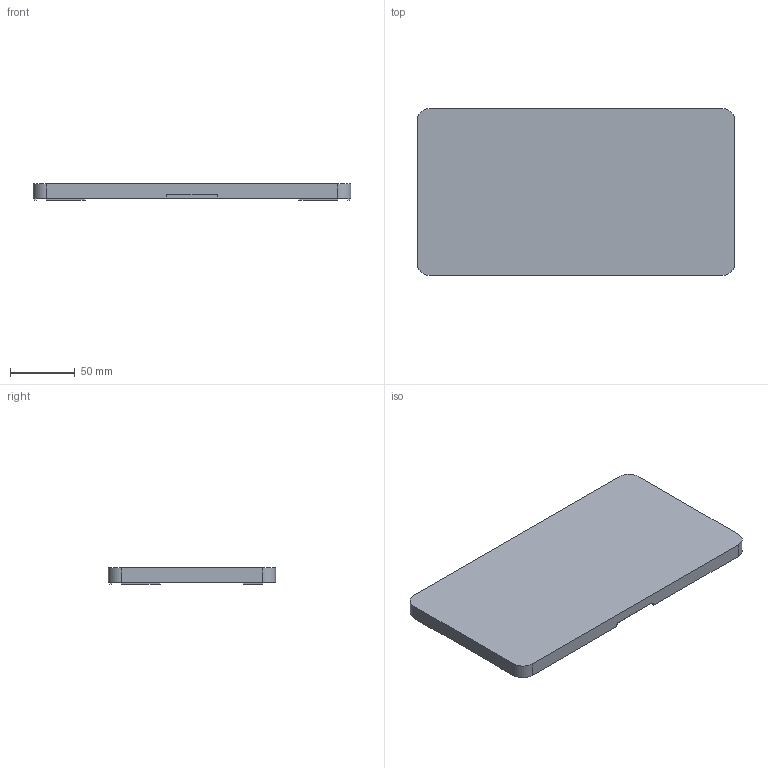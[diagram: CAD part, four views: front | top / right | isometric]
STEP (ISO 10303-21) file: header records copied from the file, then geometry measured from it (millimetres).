
FILE_DESCRIPTION(('FreeCAD Model'),'2;1');
FILE_NAME('Open CASCADE Shape Model','2025-06-28T14:09:23',(''),(''), 'Open CASCADE STEP processor 7.8','FreeCAD','Unknown');
FILE_SCHEMA(('AUTOMOTIVE_DESIGN { 1 0 10303 214 1 1 1 1 }'));
Length unit declared in the file: millimetre
Products named in the file (1): case bottom
Bounding box: 244.87 x 128.95 x 12.45 mm (x, y, z)
Volume: 153031.4 mm3; surface area: 80825.2 mm2
Topology: 1 solids, 11 shells, 133 faces, 306 edges, 204 vertices
Faces by surface type: plane 82, cylinder 51
Full cylindrical faces by diameter (mm): 4.9 x10
Entity records: 3784 total; most frequent: DIRECTION 676, CARTESIAN_POINT 644, ORIENTED_EDGE 612, EDGE_CURVE 306, AXIS2_PLACEMENT_3D 236, VERTEX_POINT 204, LINE 204, VECTOR 204
